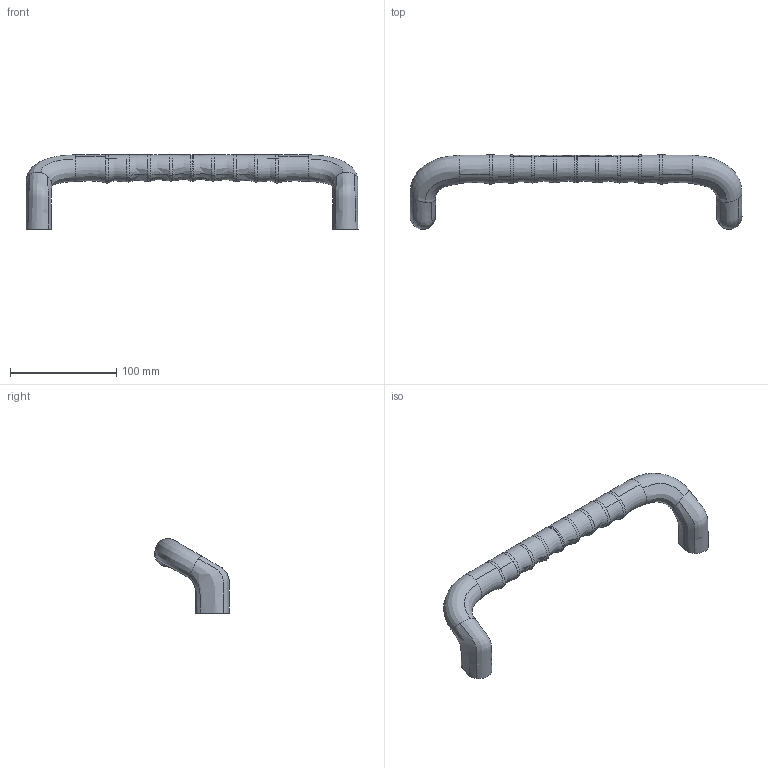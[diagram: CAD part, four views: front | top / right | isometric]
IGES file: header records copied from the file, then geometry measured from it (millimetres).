
Start section: ------------------------------------------------------------------------
Global section: file name: PC50.7500.THA_474_7074.igs; native system: spGate; preprocessor: ver17.5.2; author: Unknown; organization: Unknown; date: 210804.150523; units: millimetre
Bounding box: 311.98 x 70.02 x 70 mm (x, y, z)
Volume: 211654.6 mm3; surface area: 38109.7 mm2
Topology: 3 solids, 3 shells, 108 faces, 250 edges, 158 vertices
Faces by surface type: bspline 108
